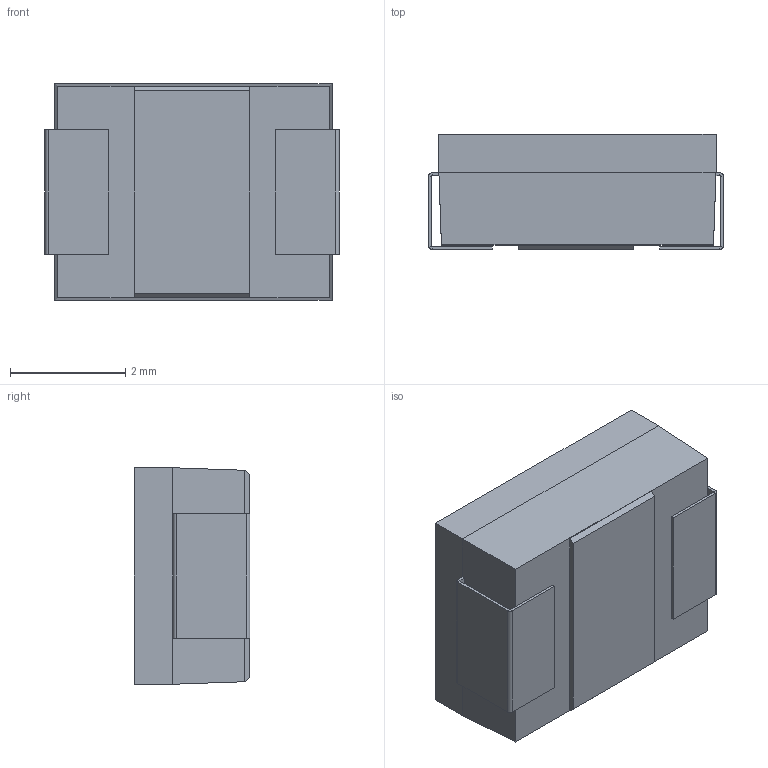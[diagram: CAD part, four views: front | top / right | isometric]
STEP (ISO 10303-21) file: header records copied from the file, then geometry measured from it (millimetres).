
FILE_DESCRIPTION (( 'STEP AP214' ), '1' );
FILE_NAME ('User Library-M2F Diode package.STEP', '2012-04-01T15:40:39', ( 'sysAdmin' ), ( 'SolidWorks' ), 'SwSTEP 2.0', 'SolidWorks 2012', '' );
FILE_SCHEMA (( 'AUTOMOTIVE_DESIGN' ));
Length unit declared in the file: millimetre
Products named in the file (1): User Library-M2F Diode package
Bounding box: 5.1 x 2 x 3.75 mm (x, y, z)
Volume: 35.2 mm3; surface area: 90.2 mm2
Topology: 1 solids, 1 shells, 140 faces, 340 edges, 212 vertices
Faces by surface type: plane 91, bspline 41, cylinder 8
Entity records: 6959 total; most frequent: CARTESIAN_POINT 3134, ORIENTED_EDGE 680, DIRECTION 474, EDGE_CURVE 340, LINE 242, VECTOR 242, VERTEX_POINT 212, EDGE_LOOP 150
